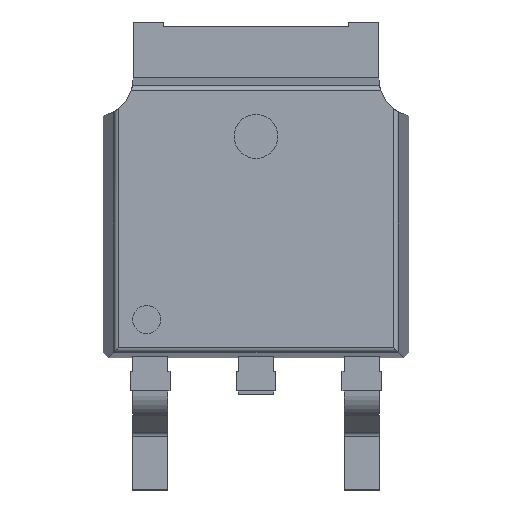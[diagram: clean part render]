
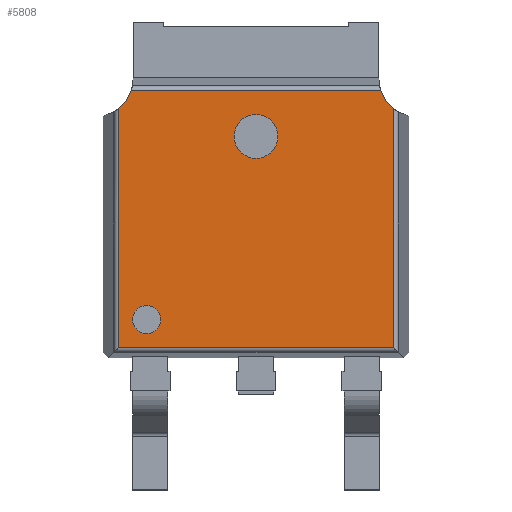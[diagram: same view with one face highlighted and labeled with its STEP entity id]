
A CAD part, top view. The second image highlights one B-rep face of the part: STEP entity #5808.
In plain terms, the highlighted planar face has unit normal (0, 0, 1).
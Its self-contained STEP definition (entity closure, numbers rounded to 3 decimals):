
#253 = CARTESIAN_POINT ( 'NONE',  ( 2.968, 3.18, 2.3 ) ) ;
#485 = VERTEX_POINT ( 'NONE', #1640 ) ;
#498 = DIRECTION ( 'NONE',  ( 1., 0., 0. ) ) ;
#520 = ORIENTED_EDGE ( 'NONE', *, *, #8171, .T. ) ;
#521 = CARTESIAN_POINT ( 'NONE',  ( -2.056, -1.376, 2.3 ) ) ;
#559 = AXIS2_PLACEMENT_3D ( 'NONE', #4705, #5433, #2805 ) ;
#673 = EDGE_CURVE ( 'NONE', #7186, #5790, #6545, .T. ) ;
#700 = LINE ( 'NONE', #4169, #3161 ) ;
#714 = CARTESIAN_POINT ( 'NONE',  ( -2.968, -1.984, 2.3 ) ) ;
#792 = FACE_OUTER_BOUND ( 'NONE', #3671, .T. ) ;
#1079 = PLANE ( 'NONE',  #3321 ) ;
#1191 = ORIENTED_EDGE ( 'NONE', *, *, #3458, .F. ) ;
#1215 = CIRCLE ( 'NONE', #2483, 0.85 ) ;
#1561 = VERTEX_POINT ( 'NONE', #253 ) ;
#1620 = CIRCLE ( 'NONE', #559, 0.473 ) ;
#1640 = CARTESIAN_POINT ( 'NONE',  ( -2.968, 3.18, 2.3 ) ) ;
#1687 = ORIENTED_EDGE ( 'NONE', *, *, #6939, .F. ) ;
#1723 = DIRECTION ( 'NONE',  ( 1., 0., 0. ) ) ;
#1741 = DIRECTION ( 'NONE',  ( 0., 0., 1. ) ) ;
#1766 = DIRECTION ( 'NONE',  ( 1., 0., 0. ) ) ;
#1837 = LINE ( 'NONE', #6467, #5103 ) ;
#1873 = DIRECTION ( 'NONE',  ( 0., 0., 1. ) ) ;
#1882 = EDGE_CURVE ( 'NONE', #2076, #1561, #5915, .T. ) ;
#1999 = EDGE_LOOP ( 'NONE', ( #1687, #1191 ) ) ;
#2076 = VERTEX_POINT ( 'NONE', #5384 ) ;
#2416 = DIRECTION ( 'NONE',  ( 0., 0., 1. ) ) ;
#2483 = AXIS2_PLACEMENT_3D ( 'NONE', #2992, #7520, #6267 ) ;
#2530 = ORIENTED_EDGE ( 'NONE', *, *, #6036, .T. ) ;
#2629 = CIRCLE ( 'NONE', #4015, 0.302 ) ;
#2805 = DIRECTION ( 'NONE',  ( 1., 0., 0. ) ) ;
#2992 = CARTESIAN_POINT ( 'NONE',  ( -3.5, 3.843, 2.3 ) ) ;
#3012 = EDGE_CURVE ( 'NONE', #485, #6128, #1215, .T. ) ;
#3161 = VECTOR ( 'NONE', #7453, 1000. ) ;
#3190 = DIRECTION ( 'NONE',  ( 1., 0., 0. ) ) ;
#3211 = EDGE_CURVE ( 'NONE', #2076, #6128, #700, .T. ) ;
#3247 = AXIS2_PLACEMENT_3D ( 'NONE', #5900, #5158, #3304 ) ;
#3304 = DIRECTION ( 'NONE',  ( 1., 0., 0. ) ) ;
#3321 = AXIS2_PLACEMENT_3D ( 'NONE', #3752, #1741, #1766 ) ;
#3445 = ORIENTED_EDGE ( 'NONE', *, *, #1882, .F. ) ;
#3458 = EDGE_CURVE ( 'NONE', #5798, #7830, #7746, .T. ) ;
#3490 = DIRECTION ( 'NONE',  ( 0., 1., 0. ) ) ;
#3509 = CARTESIAN_POINT ( 'NONE',  ( 2.968, 0.85, 2.3 ) ) ;
#3671 = EDGE_LOOP ( 'NONE', ( #3445, #4228, #6591, #520, #8377, #2530 ) ) ;
#3752 = CARTESIAN_POINT ( 'NONE',  ( 0., 0.85, 2.3 ) ) ;
#3759 = LINE ( 'NONE', #3509, #7009 ) ;
#4015 = AXIS2_PLACEMENT_3D ( 'NONE', #4543, #5221, #3190 ) ;
#4169 = CARTESIAN_POINT ( 'NONE',  ( -3.058, 3.568, 2.3 ) ) ;
#4228 = ORIENTED_EDGE ( 'NONE', *, *, #3211, .T. ) ;
#4291 = AXIS2_PLACEMENT_3D ( 'NONE', #5130, #2416, #1723 ) ;
#4334 = ORIENTED_EDGE ( 'NONE', *, *, #673, .F. ) ;
#4471 = DIRECTION ( 'NONE',  ( 1., 0., 0. ) ) ;
#4543 = CARTESIAN_POINT ( 'NONE',  ( -2.358, -1.376, 2.3 ) ) ;
#4670 = CARTESIAN_POINT ( 'NONE',  ( 0.473, 2.578, 2.3 ) ) ;
#4705 = CARTESIAN_POINT ( 'NONE',  ( 0., 2.578, 2.3 ) ) ;
#5055 = ORIENTED_EDGE ( 'NONE', *, *, #6662, .F. ) ;
#5103 = VECTOR ( 'NONE', #4471, 1000. ) ;
#5130 = CARTESIAN_POINT ( 'NONE',  ( -2.358, -1.376, 2.3 ) ) ;
#5158 = DIRECTION ( 'NONE',  ( 0., 0., 1. ) ) ;
#5199 = EDGE_CURVE ( 'NONE', #5971, #5356, #1837, .T. ) ;
#5221 = DIRECTION ( 'NONE',  ( 0., 0., 1. ) ) ;
#5356 = VERTEX_POINT ( 'NONE', #5921 ) ;
#5384 = CARTESIAN_POINT ( 'NONE',  ( 2.696, 3.568, 2.3 ) ) ;
#5433 = DIRECTION ( 'NONE',  ( 0., 0., 1. ) ) ;
#5760 = CARTESIAN_POINT ( 'NONE',  ( -2.661, -1.376, 2.3 ) ) ;
#5790 = VERTEX_POINT ( 'NONE', #6343 ) ;
#5798 = VERTEX_POINT ( 'NONE', #5760 ) ;
#5806 = CARTESIAN_POINT ( 'NONE',  ( 3.5, 3.843, 2.3 ) ) ;
#5808 = ADVANCED_FACE ( 'NONE', ( #7019, #792, #8300 ), #1079, .T. ) ;
#5900 = CARTESIAN_POINT ( 'NONE',  ( 0., 2.578, 2.3 ) ) ;
#5915 = CIRCLE ( 'NONE', #7427, 0.85 ) ;
#5921 = CARTESIAN_POINT ( 'NONE',  ( 2.968, -1.984, 2.3 ) ) ;
#5971 = VERTEX_POINT ( 'NONE', #714 ) ;
#6036 = EDGE_CURVE ( 'NONE', #5356, #1561, #3759, .T. ) ;
#6088 = DIRECTION ( 'NONE',  ( 0., -1., 0. ) ) ;
#6128 = VERTEX_POINT ( 'NONE', #6818 ) ;
#6267 = DIRECTION ( 'NONE',  ( -1., 0., 0. ) ) ;
#6343 = CARTESIAN_POINT ( 'NONE',  ( -0.473, 2.578, 2.3 ) ) ;
#6467 = CARTESIAN_POINT ( 'NONE',  ( 3.058, -1.984, 2.3 ) ) ;
#6483 = VECTOR ( 'NONE', #6088, 1000. ) ;
#6545 = CIRCLE ( 'NONE', #3247, 0.473 ) ;
#6591 = ORIENTED_EDGE ( 'NONE', *, *, #3012, .F. ) ;
#6662 = EDGE_CURVE ( 'NONE', #5790, #7186, #1620, .T. ) ;
#6672 = EDGE_LOOP ( 'NONE', ( #4334, #5055 ) ) ;
#6818 = CARTESIAN_POINT ( 'NONE',  ( -2.696, 3.568, 2.3 ) ) ;
#6939 = EDGE_CURVE ( 'NONE', #7830, #5798, #2629, .T. ) ;
#7009 = VECTOR ( 'NONE', #3490, 1000. ) ;
#7019 = FACE_BOUND ( 'NONE', #6672, .T. ) ;
#7186 = VERTEX_POINT ( 'NONE', #4670 ) ;
#7427 = AXIS2_PLACEMENT_3D ( 'NONE', #5806, #1873, #498 ) ;
#7453 = DIRECTION ( 'NONE',  ( -1., 0., 0. ) ) ;
#7520 = DIRECTION ( 'NONE',  ( 0., 0., 1. ) ) ;
#7746 = CIRCLE ( 'NONE', #4291, 0.302 ) ;
#7830 = VERTEX_POINT ( 'NONE', #521 ) ;
#8039 = CARTESIAN_POINT ( 'NONE',  ( -2.968, 0.85, 2.3 ) ) ;
#8171 = EDGE_CURVE ( 'NONE', #485, #5971, #8253, .T. ) ;
#8253 = LINE ( 'NONE', #8039, #6483 ) ;
#8300 = FACE_BOUND ( 'NONE', #1999, .T. ) ;
#8377 = ORIENTED_EDGE ( 'NONE', *, *, #5199, .T. ) ;
